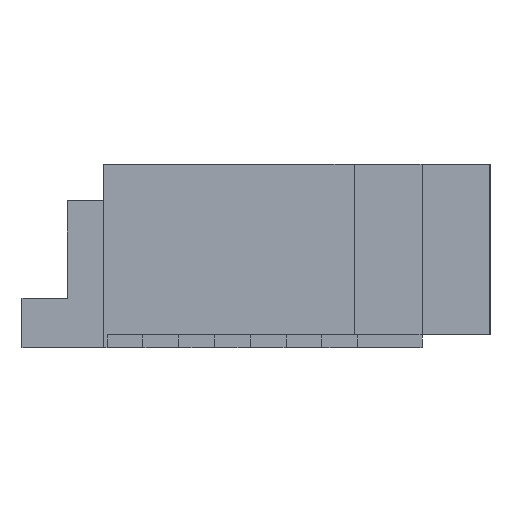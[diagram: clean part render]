
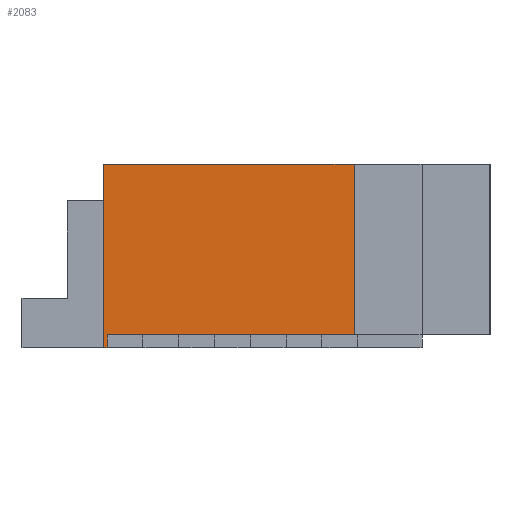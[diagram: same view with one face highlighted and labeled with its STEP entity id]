
A CAD part, left-side view. The second image highlights one B-rep face of the part: STEP entity #2083.
In plain terms, the highlighted planar face has unit normal (-1, 0, 0).
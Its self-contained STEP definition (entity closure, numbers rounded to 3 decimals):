
#40 = VERTEX_POINT('',#41);
#41 = CARTESIAN_POINT('',(-14.435,0.8,2.56));
#47 = EDGE_CURVE('',#48,#40,#50,.T.);
#48 = VERTEX_POINT('',#49);
#49 = CARTESIAN_POINT('',(-14.435,0.8,0.));
#50 = LINE('',#51,#52);
#51 = CARTESIAN_POINT('',(-14.435,0.8,0.));
#52 = VECTOR('',#53,1.);
#53 = DIRECTION('',(0.,0.,1.));
#767 = VERTEX_POINT('',#768);
#768 = CARTESIAN_POINT('',(-14.435,0.75,0.));
#774 = EDGE_CURVE('',#48,#767,#775,.T.);
#775 = LINE('',#776,#777);
#776 = CARTESIAN_POINT('',(-14.435,0.8,0.));
#777 = VECTOR('',#778,1.);
#778 = DIRECTION('',(0.,-1.,0.));
#2083 = ADVANCED_FACE('',(#2084),#2118,.F.);
#2084 = FACE_BOUND('',#2085,.F.);
#2085 = EDGE_LOOP('',(#2086,#2087,#2088,#2096,#2104,#2112));
#2086 = ORIENTED_EDGE('',*,*,#774,.F.);
#2087 = ORIENTED_EDGE('',*,*,#47,.T.);
#2088 = ORIENTED_EDGE('',*,*,#2089,.T.);
#2089 = EDGE_CURVE('',#40,#2090,#2092,.T.);
#2090 = VERTEX_POINT('',#2091);
#2091 = CARTESIAN_POINT('',(-14.435,-2.7,2.56));
#2092 = LINE('',#2093,#2094);
#2093 = CARTESIAN_POINT('',(-14.435,0.8,2.56));
#2094 = VECTOR('',#2095,1.);
#2095 = DIRECTION('',(0.,-1.,0.));
#2096 = ORIENTED_EDGE('',*,*,#2097,.F.);
#2097 = EDGE_CURVE('',#2098,#2090,#2100,.T.);
#2098 = VERTEX_POINT('',#2099);
#2099 = CARTESIAN_POINT('',(-14.435,-2.7,0.18));
#2100 = LINE('',#2101,#2102);
#2101 = CARTESIAN_POINT('',(-14.435,-2.7,0.));
#2102 = VECTOR('',#2103,1.);
#2103 = DIRECTION('',(0.,0.,1.));
#2104 = ORIENTED_EDGE('',*,*,#2105,.F.);
#2105 = EDGE_CURVE('',#2106,#2098,#2108,.T.);
#2106 = VERTEX_POINT('',#2107);
#2107 = CARTESIAN_POINT('',(-14.435,0.75,0.18));
#2108 = LINE('',#2109,#2110);
#2109 = CARTESIAN_POINT('',(-14.435,-0.1,0.18));
#2110 = VECTOR('',#2111,1.);
#2111 = DIRECTION('',(0.,-1.,0.));
#2112 = ORIENTED_EDGE('',*,*,#2113,.T.);
#2113 = EDGE_CURVE('',#2106,#767,#2114,.T.);
#2114 = LINE('',#2115,#2116);
#2115 = CARTESIAN_POINT('',(-14.435,0.75,0.));
#2116 = VECTOR('',#2117,1.);
#2117 = DIRECTION('',(-0.,0.,-1.));
#2118 = PLANE('',#2119);
#2119 = AXIS2_PLACEMENT_3D('',#2120,#2121,#2122);
#2120 = CARTESIAN_POINT('',(-14.435,0.8,0.));
#2121 = DIRECTION('',(1.,0.,0.));
#2122 = DIRECTION('',(0.,-1.,0.));
